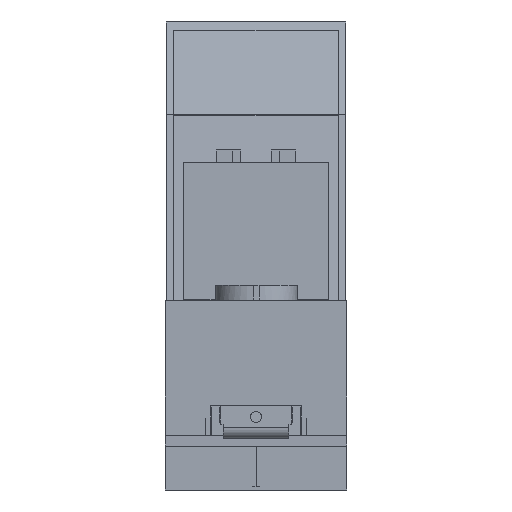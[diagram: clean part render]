
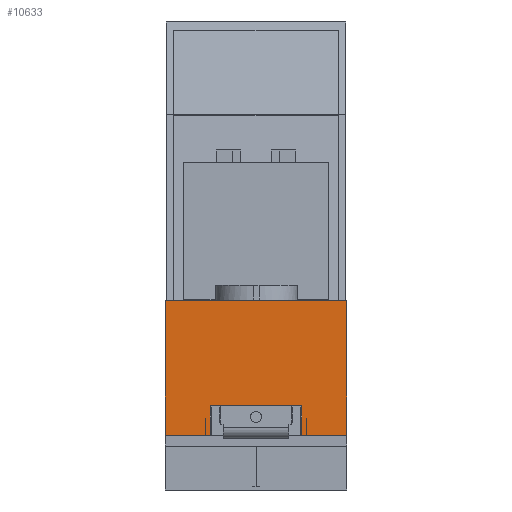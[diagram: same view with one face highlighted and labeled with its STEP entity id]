
A CAD part, left-side view. The second image highlights one B-rep face of the part: STEP entity #10633.
In plain terms, the highlighted planar face has unit normal (-1, 0, -0.018).
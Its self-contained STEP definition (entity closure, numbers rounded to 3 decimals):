
#2302=DIRECTION('',(-0.018,0.,1.));
#2303=VECTOR('',#2302,8.001);
#2304=CARTESIAN_POINT('',(-264.013,-12.5,0.));
#2305=LINE('',#2304,#2303);
#2344=DIRECTION('',(0.018,0.,-1.));
#2345=VECTOR('',#2344,8.001);
#2346=CARTESIAN_POINT('',(-264.161,12.5,8.));
#2347=LINE('',#2346,#2345);
#2351=DIRECTION('',(0.,1.,0.));
#2352=VECTOR('',#2351,12.3);
#2353=CARTESIAN_POINT('',(-264.013,-24.8,0.));
#2354=LINE('',#2353,#2352);
#2372=DIRECTION('',(0.,1.,0.));
#2373=VECTOR('',#2372,12.3);
#2374=CARTESIAN_POINT('',(-264.013,12.5,0.));
#2375=LINE('',#2374,#2373);
#3884=DIRECTION('',(0.,-1.,0.));
#3885=VECTOR('',#3884,25.);
#3886=CARTESIAN_POINT('',(-264.161,12.5,8.));
#3887=LINE('',#3886,#3885);
#3891=DIRECTION('',(0.,1.,0.));
#3892=VECTOR('',#3891,49.6);
#3893=CARTESIAN_POINT('',(-264.693,-24.8,36.8));
#3894=LINE('',#3893,#3892);
#3898=DIRECTION('',(-0.018,0.,1.));
#3899=VECTOR('',#3898,36.806);
#3900=CARTESIAN_POINT('',(-264.013,24.8,0.));
#3901=LINE('',#3900,#3899);
#3975=DIRECTION('',(0.018,0.,-1.));
#3976=VECTOR('',#3975,36.806);
#3977=CARTESIAN_POINT('',(-264.693,-24.8,36.8));
#3978=LINE('',#3977,#3976);
#5394=CARTESIAN_POINT('',(-264.693,24.8,36.8));
#5395=VERTEX_POINT('',#5394);
#5396=CARTESIAN_POINT('',(-264.693,-24.8,36.8));
#5397=VERTEX_POINT('',#5396);
#5433=CARTESIAN_POINT('',(-264.013,-24.8,0.));
#5435=VERTEX_POINT('',#5433);
#5442=CARTESIAN_POINT('',(-264.013,-12.5,0.));
#5443=VERTEX_POINT('',#5442);
#5444=CARTESIAN_POINT('',(-264.013,24.8,0.));
#5445=VERTEX_POINT('',#5444);
#5446=CARTESIAN_POINT('',(-264.013,12.5,0.));
#5447=VERTEX_POINT('',#5446);
#5448=CARTESIAN_POINT('',(-264.161,12.5,8.));
#5449=VERTEX_POINT('',#5448);
#5450=CARTESIAN_POINT('',(-264.161,-12.5,8.));
#5451=VERTEX_POINT('',#5450);
#10616=CARTESIAN_POINT('',(-264.013,0.,0.));
#10617=DIRECTION('',(-1.,0.,-0.018));
#10618=DIRECTION('',(-0.018,0.,1.));
#10619=AXIS2_PLACEMENT_3D('',#10616,#10617,#10618);
#10620=PLANE('',#10619);
#10621=ORIENTED_EDGE('',*,*,#8653,.T.);
#10622=ORIENTED_EDGE('',*,*,#8541,.T.);
#10623=ORIENTED_EDGE('',*,*,#8564,.F.);
#10624=ORIENTED_EDGE('',*,*,#8586,.T.);
#10625=ORIENTED_EDGE('',*,*,#8661,.T.);
#10627=ORIENTED_EDGE('',*,*,#10626,.T.);
#10628=ORIENTED_EDGE('',*,*,#6825,.F.);
#10630=ORIENTED_EDGE('',*,*,#10629,.T.);
#10631=EDGE_LOOP('',(#10621,#10622,#10623,#10624,#10625,#10627,#10628,#10630));
#10632=FACE_OUTER_BOUND('',#10631,.F.);
#6825=EDGE_CURVE('',#5397,#5395,#3894,.T.);
#8541=EDGE_CURVE('',#5443,#5451,#2305,.T.);
#8564=EDGE_CURVE('',#5449,#5451,#3887,.T.);
#8586=EDGE_CURVE('',#5449,#5447,#2347,.T.);
#8653=EDGE_CURVE('',#5435,#5443,#2354,.T.);
#8661=EDGE_CURVE('',#5447,#5445,#2375,.T.);
#10626=EDGE_CURVE('',#5445,#5395,#3901,.T.);
#10629=EDGE_CURVE('',#5397,#5435,#3978,.T.);
#10633=ADVANCED_FACE('',(#10632),#10620,.T.);
